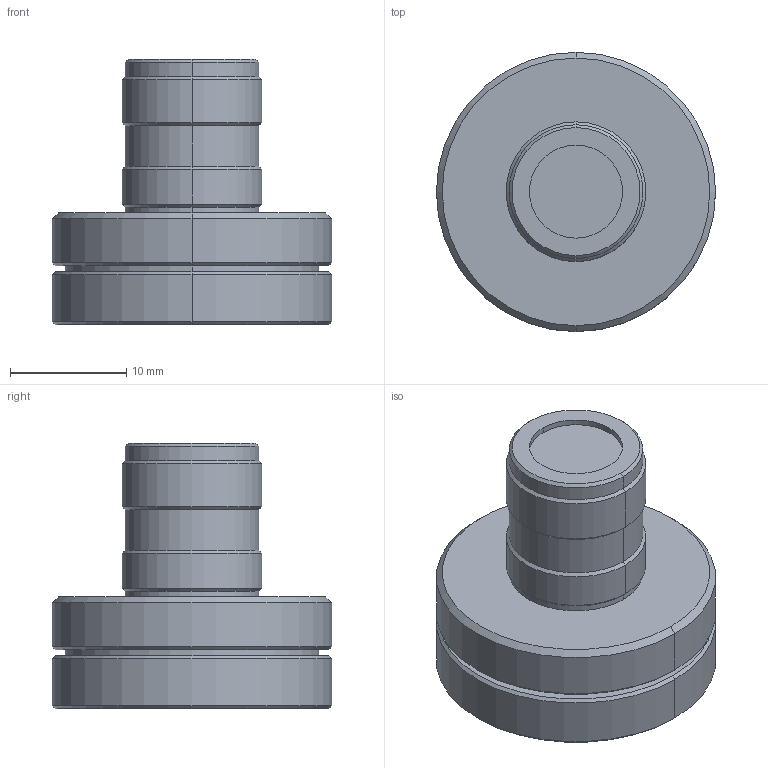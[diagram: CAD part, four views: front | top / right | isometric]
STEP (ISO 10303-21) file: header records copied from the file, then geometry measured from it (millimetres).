
FILE_DESCRIPTION(/* description */ ('VariCAD 2015-3.01 AP-214'),/* implementation_level */ '2;1');
FILE_NAME(/* name */ '0353-70-48.stp',/* time_stamp */ '2015-12-17T19:50:25-07:00',/* author */ (''),/* organization */ (''),/* preprocessor_version */ 'ST-DEVELOPER v14',/* originating_system */ 'VariCAD 2015-3.01; kernel version (20130303)',/* authorisation */ '');
FILE_SCHEMA (('AUTOMOTIVE_DESIGN'));
Length unit declared in the file: millimetre
Products named in the file (2): 0353-70-48
Assembly tree (1 placements, depth 2):
  0353-70-48
    0353-70-48
Bounding box: 24 x 24 x 22.8 mm (x, y, z)
Volume: 5246.9 mm3; surface area: 2405.8 mm2
Topology: 1 solids, 1 shells, 55 faces, 110 edges, 63 vertices
Faces by surface type: cylinder 26, cone 18, plane 9, sphere 2
Entity records: 1571 total; most frequent: DIRECTION 290, CARTESIAN_POINT 230, ORIENTED_EDGE 216, AXIS2_PLACEMENT_3D 123, EDGE_CURVE 108, CIRCLE 64, EDGE_LOOP 63, VERTEX_POINT 63
